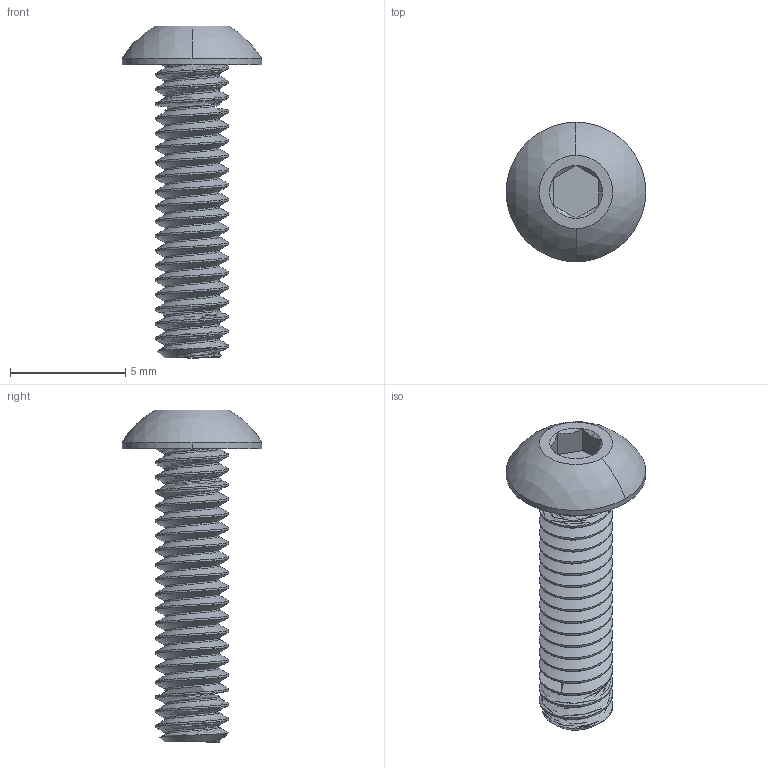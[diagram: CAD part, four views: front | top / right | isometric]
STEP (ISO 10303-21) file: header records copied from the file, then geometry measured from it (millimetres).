
FILE_DESCRIPTION (( 'STEP AP203' ), '1' );
FILE_NAME ('91255A125_Button Head Hex Drive Screw.STEP', '2021-07-08T22:45:16', ( 'Administrator' ), ( 'Managed by Terraform' ), 'SwSTEP 2.0', 'SolidWorks 2017', '' );
FILE_SCHEMA (( 'CONFIG_CONTROL_DESIGN' ));
Length unit declared in the file: inch
Products named in the file (1): 91255A125_Button Head Hex Drive Screw
Bounding box: 6.05 x 6.05 x 14.38 mm (x, y, z)
Volume: 106.8 mm3; surface area: 289.5 mm2
Topology: 2 solids, 2 shells, 72 faces, 185 edges, 119 vertices
Faces by surface type: cylinder 41, plane 12, cone 10, bspline 7, sphere 2
Entity records: 6639 total; most frequent: CARTESIAN_POINT 5115, ORIENTED_EDGE 370, DIRECTION 233, EDGE_CURVE 185, VERTEX_POINT 119, AXIS2_PLACEMENT_3D 87, EDGE_LOOP 74, ADVANCED_FACE 72
